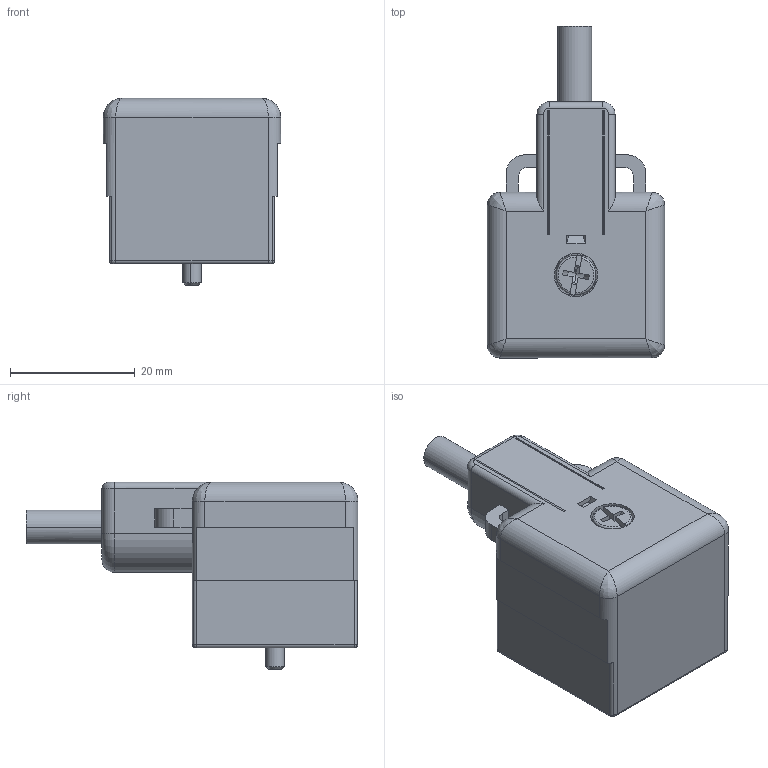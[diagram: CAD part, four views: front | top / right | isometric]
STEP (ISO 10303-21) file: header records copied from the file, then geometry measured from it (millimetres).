
FILE_DESCRIPTION(('CATIA V5 STEP Exchange','CAx-IF Rec.Pracs.--- Model Styling and Organization---1.4--- 2014-01-23'),'2;1');
FILE_NAME ('289452-3_0_1896990500_1896990500.stp','2020-08-19T05:22:38+00:00',('none'),('Weidmueller'),'CATIA Version 5-6 Release 2016 SP3 HF44','CATIA V5 STEP AP214','none');
FILE_SCHEMA(('AUTOMOTIVE_DESIGN { 1 0 10303 214 1 1 1 1 }'));
Length unit declared in the file: millimetre
Products named in the file (1): 1896990500
Bounding box: 28.4 x 53.14 x 30 mm (x, y, z)
Volume: 20223 mm3; surface area: 9795.3 mm2
Topology: 15 solids, 15 shells, 597 faces, 1607 edges, 1047 vertices
Faces by surface type: plane 403, cylinder 123, extrusion 31, cone 14, torus 12, bspline 8, sphere 6
Entity records: 18673 total; most frequent: CARTESIAN_POINT 4708, ORIENTED_EDGE 3192, DIRECTION 2275, EDGE_CURVE 1584, VECTOR 1162, LINE 1131, VERTEX_POINT 1029, AXIS2_PLACEMENT_3D 664
